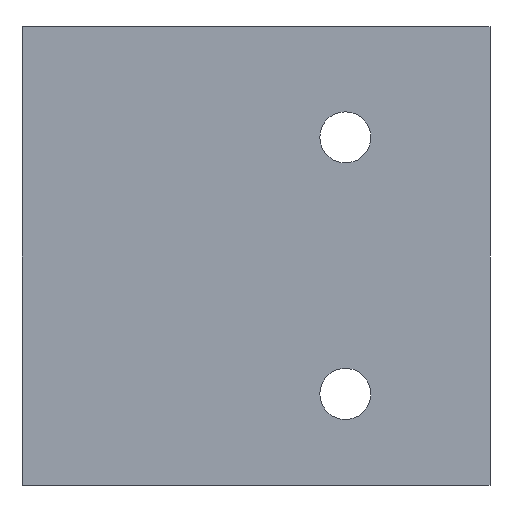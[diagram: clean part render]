
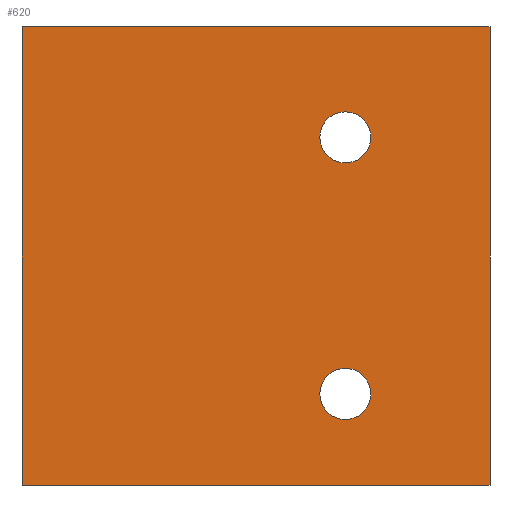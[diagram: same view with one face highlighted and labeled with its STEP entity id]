
A CAD part, left-side view. The second image highlights one B-rep face of the part: STEP entity #620.
In plain terms, the highlighted planar face has unit normal (-1, 0, 0).
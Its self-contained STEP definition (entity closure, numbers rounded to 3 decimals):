
#34=FACE_BOUND('',#105,.T.);
#35=FACE_BOUND('',#106,.T.);
#51=PLANE('',#668);
#72=FACE_OUTER_BOUND('',#104,.T.);
#104=EDGE_LOOP('',(#437,#438,#439,#440));
#105=EDGE_LOOP('',(#441));
#106=EDGE_LOOP('',(#442));
#153=LINE('',#867,#211);
#154=LINE('',#869,#212);
#155=LINE('',#871,#213);
#156=LINE('',#872,#214);
#211=VECTOR('',#720,10.);
#212=VECTOR('',#721,10.);
#213=VECTOR('',#722,10.);
#214=VECTOR('',#723,10.);
#268=CIRCLE('',#666,2.65);
#270=CIRCLE('',#669,2.65);
#284=VERTEX_POINT('',#859);
#286=VERTEX_POINT('',#865);
#287=VERTEX_POINT('',#866);
#288=VERTEX_POINT('',#868);
#289=VERTEX_POINT('',#870);
#290=VERTEX_POINT('',#873);
#344=EDGE_CURVE('',#284,#284,#268,.T.);
#347=EDGE_CURVE('',#286,#287,#153,.T.);
#348=EDGE_CURVE('',#288,#287,#154,.T.);
#349=EDGE_CURVE('',#289,#288,#155,.T.);
#350=EDGE_CURVE('',#289,#286,#156,.T.);
#351=EDGE_CURVE('',#290,#290,#270,.T.);
#437=ORIENTED_EDGE('',*,*,#347,.T.);
#438=ORIENTED_EDGE('',*,*,#348,.F.);
#439=ORIENTED_EDGE('',*,*,#349,.F.);
#440=ORIENTED_EDGE('',*,*,#350,.T.);
#441=ORIENTED_EDGE('',*,*,#351,.F.);
#442=ORIENTED_EDGE('',*,*,#344,.F.);
#620=ADVANCED_FACE('',(#72,#34,#35),#51,.T.);
#666=AXIS2_PLACEMENT_3D('',#860,#713,#714);
#668=AXIS2_PLACEMENT_3D('',#864,#718,#719);
#669=AXIS2_PLACEMENT_3D('',#874,#724,#725);
#713=DIRECTION('center_axis',(-1.,0.,0.));
#714=DIRECTION('ref_axis',(0.,1.,0.));
#718=DIRECTION('center_axis',(-1.,0.,0.));
#719=DIRECTION('ref_axis',(0.,-1.,0.));
#720=DIRECTION('',(0.,0.,1.));
#721=DIRECTION('',(0.,-1.,0.));
#722=DIRECTION('',(0.,0.,1.));
#723=DIRECTION('',(0.,-1.,0.));
#724=DIRECTION('center_axis',(-1.,0.,0.));
#725=DIRECTION('ref_axis',(0.,1.,0.));
#859=CARTESIAN_POINT('',(-20.,-69.65,-25.6));
#860=CARTESIAN_POINT('Origin',(-20.,-67.,-25.6));
#864=CARTESIAN_POINT('Origin',(-20.,-33.463,6.2));
#865=CARTESIAN_POINT('',(-20.,-82.,-35.1));
#866=CARTESIAN_POINT('',(-20.,-82.,12.5));
#867=CARTESIAN_POINT('',(-20.,-82.,6.2));
#868=CARTESIAN_POINT('',(-20.,-33.463,12.5));
#869=CARTESIAN_POINT('',(-20.,-52.,12.5));
#870=CARTESIAN_POINT('',(-20.,-33.463,-35.1));
#871=CARTESIAN_POINT('',(-20.,-33.463,6.2));
#872=CARTESIAN_POINT('',(-20.,-52.,-35.1));
#873=CARTESIAN_POINT('',(-20.,-69.65,1.));
#874=CARTESIAN_POINT('Origin',(-20.,-67.,1.));
